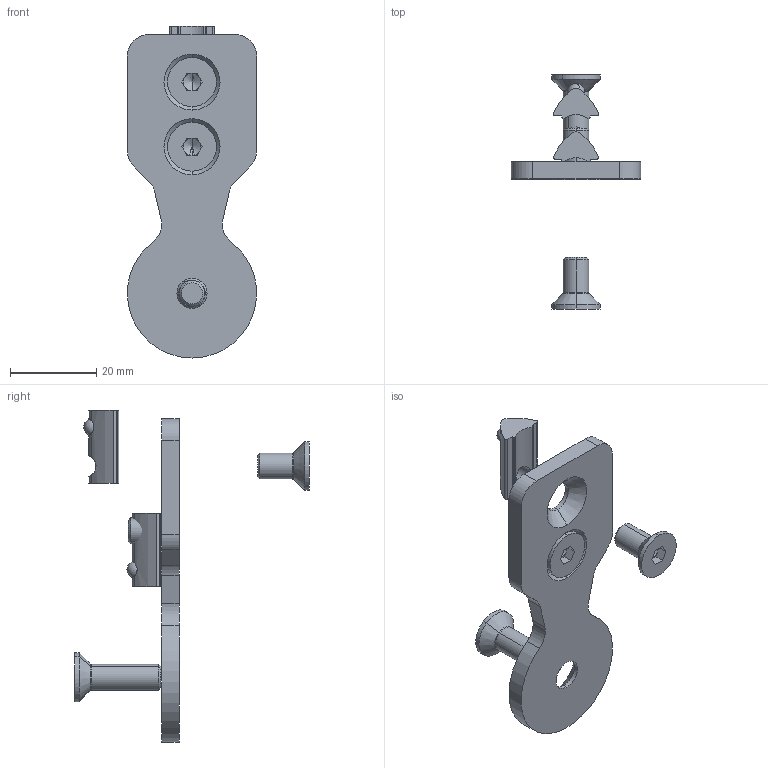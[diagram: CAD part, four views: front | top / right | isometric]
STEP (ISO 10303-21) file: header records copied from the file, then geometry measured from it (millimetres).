
FILE_DESCRIPTION (( 'STEP AP203' ), '1' );
FILE_NAME ('093VAD30VS01.STEP', '2019-03-19T12:51:04', ( '' ), ( '' ), 'SwSTEP 2.0', 'SolidWorks 2017', '' );
FILE_SCHEMA (( 'CONFIG_CONTROL_DESIGN' ));
Length unit declared in the file: millimetre
Products named in the file (8): 09655_-A-TAB_096556-121022; 093VAD30VS01; Countersunk head screw ISO 10642 - M6x12_ISO 10642 - M6 ; Countersunk head screw ISO 10642 - M6x20_ISO 10642 - M6 ; 093VAD30VR01; 096556__096556R01; 340me083_Feder belastet; 340me081
Assembly tree (9 placements, depth 3):
  093VAD30VS01
    093VAD30VR01
    09655_-A-TAB_096556-121022  x2
      096556__096556R01
      340me083_Feder belastet
      340me081
    Countersunk head screw ISO 10642 - M6x12_ISO 10642 - M6   x2
    Countersunk head screw ISO 10642 - M6x20_ISO 10642 - M6 
Bounding box: 30 x 54.4 x 77 mm (x, y, z)
Volume: 9543.3 mm3; surface area: 7522.2 mm2
Topology: 10 solids, 10 shells, 187 faces, 469 edges, 285 vertices
Faces by surface type: plane 71, cylinder 62, cone 28, torus 18, bspline 4, sphere 4
Entity records: 5052 total; most frequent: CARTESIAN_POINT 1240, DIRECTION 660, ORIENTED_EDGE 584, EDGE_CURVE 292, AXIS2_PLACEMENT_3D 255, VERTEX_POINT 181, VECTOR 150, LINE 150
